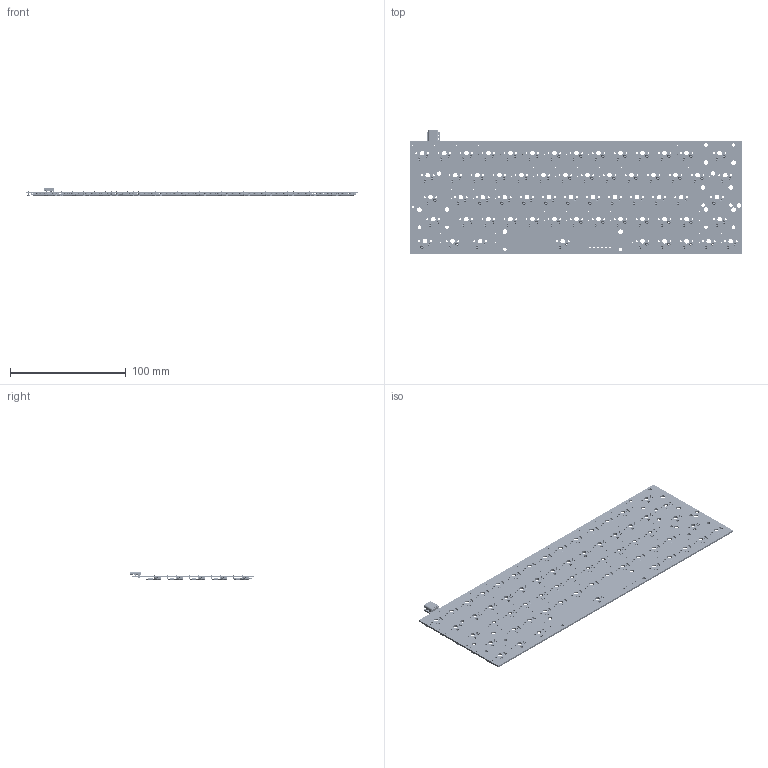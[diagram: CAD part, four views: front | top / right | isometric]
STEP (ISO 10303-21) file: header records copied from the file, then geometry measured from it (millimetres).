
FILE_DESCRIPTION(('KiCad electronic assembly'),'2;1');
FILE_NAME('Keyboard_KiCad.step','2024-07-23T21:48:27',('Pcbnew'),( 'Kicad'),'Open CASCADE STEP processor 7.8','KiCad to STEP converter' ,'Unknown');
FILE_SCHEMA(('AUTOMOTIVE_DESIGN { 1 0 10303 214 1 1 1 1 }'));
Length unit declared in the file: millimetre
Products named in the file (16): Keyboard_KiCad 1; MX-Hotswap-Socket; Kailh Socket v12; USB_C_Receptacle_GCT_USB4085; D_DO-35_SOD27_P7.62mm_Horizontal; R_0805_2012Metric; R_Axial_DIN0204_L3.6mm_D1.6mm_P5.08mm_Horizontal; R_Axial_DIN0204_L36mm_D16mm_P508mm_Horizontal; SW_SPST_TL3342; C_0805_2012Metric; Keyboard_KiCad_PCB
Assembly tree (150 placements, depth 3):
  Keyboard_KiCad 1
    MX-Hotswap-Socket  x63
      Kailh Socket v12
    USB_C_Receptacle_GCT_USB4085
      USB_C_Receptacle_GCT_USB4085
    D_DO-35_SOD27_P7.62mm_Horizontal  x63
      D_DO-35_SOD27_P7.62mm_Horizontal
    R_0805_2012Metric  x5
      R_0805_2012Metric
    R_Axial_DIN0204_L3.6mm_D1.6mm_P5.08mm_Horizontal
      R_Axial_DIN0204_L36mm_D16mm_P508mm_Horizontal
    SW_SPST_TL3342
      SW_SPST_TL3342
    C_0805_2012Metric  x8
      C_0805_2012Metric
    Keyboard_KiCad_PCB
Bounding box: 286.99 x 106.66 x 7.66 mm (x, y, z)
Volume: 48391.8 mm3; surface area: 78826.5 mm2
Topology: 239 solids, 240 shells, 17468 faces, 45377 edges, 28920 vertices
Faces by surface type: plane 9975, cylinder 5700, cone 1264, torus 513, bspline 16
Full cylindrical faces by diameter (mm): 0.4 x16, 0.5 x191, 0.7 x4, 0.8 x126, 1.2 x6, 1.44 x1, 1.6 x2, 1.702 x126, 2 x127, 2.02 x63, 2.1 x1, 2.9 x126, 3 x126, 3.048 x10, 3.7 x3, 3.988 x73
Entity records: 59281 total; most frequent: CARTESIAN_POINT 9880, DIRECTION 8798, ORIENTED_EDGE 8230, EDGE_CURVE 4115, AXIS2_PLACEMENT_3D 3090, VERTEX_POINT 2678, LINE 2618, VECTOR 2618
